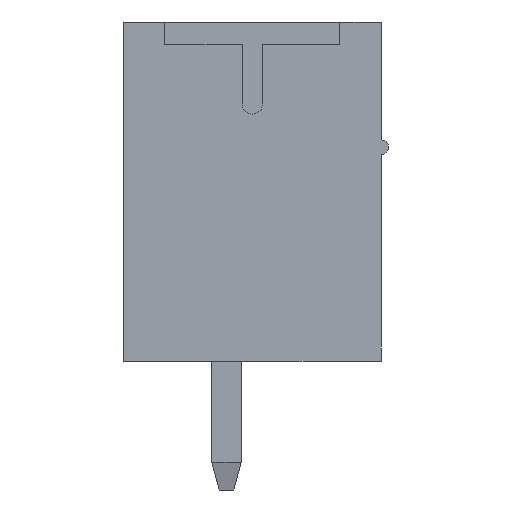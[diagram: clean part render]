
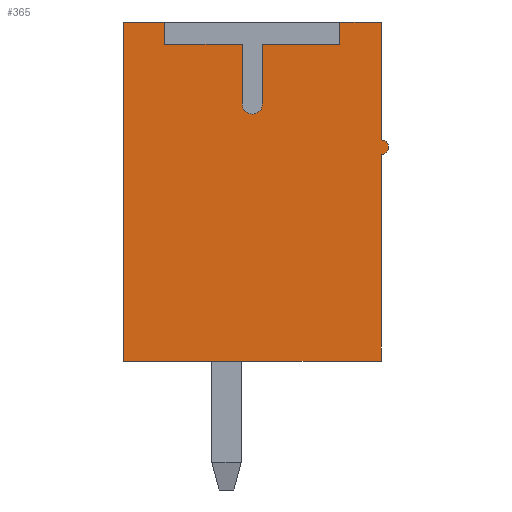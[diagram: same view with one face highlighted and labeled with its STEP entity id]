
A CAD part, left-side view. The second image highlights one B-rep face of the part: STEP entity #365.
In plain terms, the highlighted planar face has unit normal (-1, 0, 0).
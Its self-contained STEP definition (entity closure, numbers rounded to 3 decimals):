
#365 = ADVANCED_FACE( '', ( #744 ), #745, .F. );
#744 = FACE_OUTER_BOUND( '', #1140, .T. );
#745 = PLANE( '', #1141 );
#1140 = EDGE_LOOP( '', ( #2045, #2046, #2047, #2048, #2049, #2050, #2051, #2052, #2053, #2054, #2055, #2056, #2057, #2058 ) );
#1141 = AXIS2_PLACEMENT_3D( '', #2059, #2060, #2061 );
#2045 = ORIENTED_EDGE( '', *, *, #2815, .T. );
#2046 = ORIENTED_EDGE( '', *, *, #2604, .T. );
#2047 = ORIENTED_EDGE( '', *, *, #2816, .T. );
#2048 = ORIENTED_EDGE( '', *, *, #2762, .T. );
#2049 = ORIENTED_EDGE( '', *, *, #2650, .T. );
#2050 = ORIENTED_EDGE( '', *, *, #2817, .T. );
#2051 = ORIENTED_EDGE( '', *, *, #2708, .T. );
#2052 = ORIENTED_EDGE( '', *, *, #2746, .T. );
#2053 = ORIENTED_EDGE( '', *, *, #2804, .T. );
#2054 = ORIENTED_EDGE( '', *, *, #2611, .T. );
#2055 = ORIENTED_EDGE( '', *, *, #2818, .T. );
#2056 = ORIENTED_EDGE( '', *, *, #2571, .T. );
#2057 = ORIENTED_EDGE( '', *, *, #2819, .T. );
#2058 = ORIENTED_EDGE( '', *, *, #2696, .T. );
#2059 = CARTESIAN_POINT( '', ( -4.255, 0., 2.375 ) );
#2060 = DIRECTION( '', ( 1., 0., 0. ) );
#2061 = DIRECTION( '', ( 0., 0., -1. ) );
#2571 = EDGE_CURVE( '', #3132, #3133, #3134, .T. );
#2604 = EDGE_CURVE( '', #3191, #3188, #3192, .T. );
#2611 = EDGE_CURVE( '', #3204, #3202, #3205, .T. );
#2650 = EDGE_CURVE( '', #3270, #3268, #3271, .T. );
#2696 = EDGE_CURVE( '', #3336, #3337, #3338, .F. );
#2708 = EDGE_CURVE( '', #3354, #3352, #3355, .T. );
#2746 = EDGE_CURVE( '', #3352, #3398, #3400, .T. );
#2762 = EDGE_CURVE( '', #3424, #3270, #3425, .T. );
#2804 = EDGE_CURVE( '', #3398, #3204, #3478, .T. );
#2815 = EDGE_CURVE( '', #3337, #3191, #3490, .T. );
#2816 = EDGE_CURVE( '', #3188, #3424, #3491, .T. );
#2817 = EDGE_CURVE( '', #3268, #3354, #3492, .T. );
#2818 = EDGE_CURVE( '', #3202, #3132, #3493, .T. );
#2819 = EDGE_CURVE( '', #3133, #3336, #3494, .T. );
#3132 = VERTEX_POINT( '', #3915 );
#3133 = VERTEX_POINT( '', #3916 );
#3134 = LINE( '', #3917, #3918 );
#3188 = VERTEX_POINT( '', #3997 );
#3191 = VERTEX_POINT( '', #4001 );
#3192 = LINE( '', #4002, #4003 );
#3202 = VERTEX_POINT( '', #4018 );
#3204 = VERTEX_POINT( '', #4021 );
#3205 = LINE( '', #4022, #4023 );
#3268 = VERTEX_POINT( '', #4117 );
#3270 = VERTEX_POINT( '', #4120 );
#3271 = LINE( '', #4121, #4122 );
#3336 = VERTEX_POINT( '', #4219 );
#3337 = VERTEX_POINT( '', #4220 );
#3338 = CIRCLE( '', #4221, 0.2 );
#3352 = VERTEX_POINT( '', #4241 );
#3354 = VERTEX_POINT( '', #4244 );
#3355 = LINE( '', #4245, #4246 );
#3398 = VERTEX_POINT( '', #4312 );
#3400 = LINE( '', #4315, #4316 );
#3424 = VERTEX_POINT( '', #4350 );
#3425 = LINE( '', #4351, #4352 );
#3478 = LINE( '', #4431, #4432 );
#3490 = LINE( '', #4450, #4451 );
#3491 = LINE( '', #4452, #4453 );
#3492 = CIRCLE( '', #4454, 0.275 );
#3493 = LINE( '', #4455, #4456 );
#3494 = LINE( '', #4457, #4458 );
#3915 = CARTESIAN_POINT( '', ( -4.255, 3.5, -4.6 ) );
#3916 = CARTESIAN_POINT( '', ( -4.255, -3.5, -4.6 ) );
#3917 = CARTESIAN_POINT( '', ( -4.255, 3.5, -4.6 ) );
#3918 = VECTOR( '', #4708, 1000. );
#3997 = CARTESIAN_POINT( '', ( -4.255, -2.375, 4.6 ) );
#4001 = CARTESIAN_POINT( '', ( -4.255, -3.5, 4.6 ) );
#4002 = CARTESIAN_POINT( '', ( -4.255, -3.871, 4.6 ) );
#4003 = VECTOR( '', #4741, 1000. );
#4018 = CARTESIAN_POINT( '', ( -4.255, 3.5, 4.6 ) );
#4021 = CARTESIAN_POINT( '', ( -4.255, 2.375, 4.6 ) );
#4022 = CARTESIAN_POINT( '', ( -4.255, 2.375, 4.6 ) );
#4023 = VECTOR( '', #4748, 1000. );
#4117 = CARTESIAN_POINT( '', ( -4.255, -0.275, 2.375 ) );
#4120 = CARTESIAN_POINT( '', ( -4.255, -0.275, 4. ) );
#4121 = CARTESIAN_POINT( '', ( -4.255, -0.275, 4. ) );
#4122 = VECTOR( '', #4787, 1000. );
#4219 = CARTESIAN_POINT( '', ( -4.255, -3.5, 1. ) );
#4220 = CARTESIAN_POINT( '', ( -4.255, -3.5, 1.4 ) );
#4221 = AXIS2_PLACEMENT_3D( '', #4823, #4824, #4825 );
#4241 = CARTESIAN_POINT( '', ( -4.255, 0.275, 4. ) );
#4244 = CARTESIAN_POINT( '', ( -4.255, 0.275, 2.375 ) );
#4245 = CARTESIAN_POINT( '', ( -4.255, 0.275, 2.375 ) );
#4246 = VECTOR( '', #4836, 1000. );
#4312 = CARTESIAN_POINT( '', ( -4.255, 2.375, 4. ) );
#4315 = CARTESIAN_POINT( '', ( -4.255, 0.275, 4. ) );
#4316 = VECTOR( '', #4861, 1000. );
#4350 = CARTESIAN_POINT( '', ( -4.255, -2.375, 4. ) );
#4351 = CARTESIAN_POINT( '', ( -4.255, -2.375, 4. ) );
#4352 = VECTOR( '', #4875, 1000. );
#4431 = CARTESIAN_POINT( '', ( -4.255, 2.375, 4. ) );
#4432 = VECTOR( '', #4902, 1000. );
#4450 = CARTESIAN_POINT( '', ( -4.255, -3.5, 1.4 ) );
#4451 = VECTOR( '', #4909, 1000. );
#4452 = CARTESIAN_POINT( '', ( -4.255, -2.375, 4.6 ) );
#4453 = VECTOR( '', #4910, 1000. );
#4454 = AXIS2_PLACEMENT_3D( '', #4911, #4912, #4913 );
#4455 = CARTESIAN_POINT( '', ( -4.255, 3.5, 4.6 ) );
#4456 = VECTOR( '', #4914, 1000. );
#4457 = CARTESIAN_POINT( '', ( -4.255, -3.5, -4.6 ) );
#4458 = VECTOR( '', #4915, 1000. );
#4708 = DIRECTION( '', ( 0., -1., 0. ) );
#4741 = DIRECTION( '', ( 0., 1., 0. ) );
#4748 = DIRECTION( '', ( 0., 1., 0. ) );
#4787 = DIRECTION( '', ( 0., 0., -1. ) );
#4823 = CARTESIAN_POINT( '', ( -4.255, -3.5, 1.2 ) );
#4824 = DIRECTION( '', ( 1., 0., 0. ) );
#4825 = DIRECTION( '', ( 0., 0., -1. ) );
#4836 = DIRECTION( '', ( 0., 0., 1. ) );
#4861 = DIRECTION( '', ( 0., 1., 0. ) );
#4875 = DIRECTION( '', ( 0., 1., 0. ) );
#4902 = DIRECTION( '', ( 0., 0., 1. ) );
#4909 = DIRECTION( '', ( 0., 0., 1. ) );
#4910 = DIRECTION( '', ( 0., 0., -1. ) );
#4911 = CARTESIAN_POINT( '', ( -4.255, 0., 2.375 ) );
#4912 = DIRECTION( '', ( 1., 0., 0. ) );
#4913 = DIRECTION( '', ( 0., -1., 0. ) );
#4914 = DIRECTION( '', ( 0., 0., -1. ) );
#4915 = DIRECTION( '', ( 0., 0., 1. ) );
